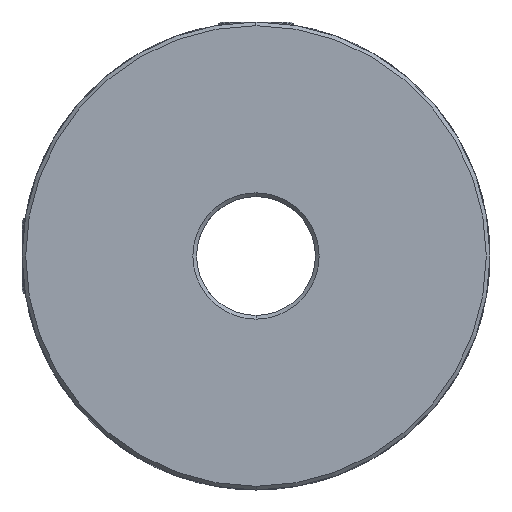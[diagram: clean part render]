
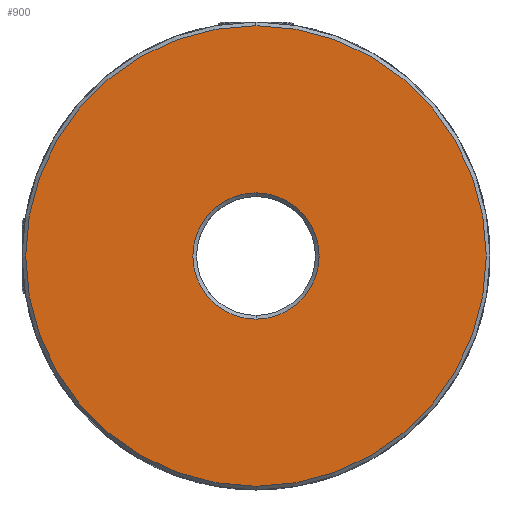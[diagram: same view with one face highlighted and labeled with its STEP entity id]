
A CAD part, left-side view. The second image highlights one B-rep face of the part: STEP entity #900.
In plain terms, the highlighted planar face has unit normal (-1, 0, 0).
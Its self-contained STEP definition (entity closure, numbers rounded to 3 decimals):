
#110 = EDGE_LOOP ( 'NONE', ( #1085, #1086 ) ) ;
#112 = EDGE_LOOP ( 'NONE', ( #1087, #1088 ) ) ;
#334 = VERTEX_POINT ( 'NONE', #504 ) ;
#335 = VERTEX_POINT ( 'NONE', #505 ) ;
#337 = VERTEX_POINT ( 'NONE', #507 ) ;
#338 = VERTEX_POINT ( 'NONE', #508 ) ;
#504 = CARTESIAN_POINT ( 'NONE',  ( -23.5, 0., -8.5 ) ) ;
#505 = CARTESIAN_POINT ( 'NONE',  ( -23.5, 0., 8.5 ) ) ;
#507 = CARTESIAN_POINT ( 'NONE',  ( -23.5, 0., 31. ) ) ;
#508 = CARTESIAN_POINT ( 'NONE',  ( -23.5, 0., -31. ) ) ;
#900 = ADVANCED_FACE ( 'NONE', ( #1602, #1606 ), #1953, .T. ) ;
#946 = EDGE_CURVE ( 'NONE', #335, #334, #1677, .T. ) ;
#1085 = ORIENTED_EDGE ( 'NONE', *, *, #1422, .T. ) ;
#1086 = ORIENTED_EDGE ( 'NONE', *, *, #1391, .T. ) ;
#1087 = ORIENTED_EDGE ( 'NONE', *, *, #946, .T. ) ;
#1088 = ORIENTED_EDGE ( 'NONE', *, *, #1423, .T. ) ;
#1391 = EDGE_CURVE ( 'NONE', #337, #338, #2725, .T. ) ;
#1422 = EDGE_CURVE ( 'NONE', #338, #337, #2763, .T. ) ;
#1423 = EDGE_CURVE ( 'NONE', #334, #335, #2764, .T. ) ;
#1602 = FACE_OUTER_BOUND ( 'NONE', #110, .T. ) ;
#1606 = FACE_BOUND ( 'NONE', #112, .T. ) ;
#1677 = CIRCLE ( 'NONE', #1888, 8.5 ) ;
#1888 = AXIS2_PLACEMENT_3D ( 'NONE', #2113, #2114, #2115 ) ;
#1904 = AXIS2_PLACEMENT_3D ( 'NONE', #1955, #1956, #1957 ) ;
#1953 = PLANE ( 'NONE',  #1904 ) ;
#1955 = CARTESIAN_POINT ( 'NONE',  ( -23.5, 0., 0. ) ) ;
#1956 = DIRECTION ( 'NONE',  ( -1., 0., 0. ) ) ;
#1957 = DIRECTION ( 'NONE',  ( 0., 1., 0. ) ) ;
#2113 = CARTESIAN_POINT ( 'NONE',  ( -23.5, 0., 0. ) ) ;
#2114 = DIRECTION ( 'NONE',  ( 1., 0., 0. ) ) ;
#2115 = DIRECTION ( 'NONE',  ( 0., 0., 1. ) ) ;
#2428 = CARTESIAN_POINT ( 'NONE',  ( -23.5, 0., 0. ) ) ;
#2429 = DIRECTION ( 'NONE',  ( -1., 0., 0. ) ) ;
#2430 = DIRECTION ( 'NONE',  ( 0., 0., 1. ) ) ;
#2667 = AXIS2_PLACEMENT_3D ( 'NONE', #2428, #2429, #2430 ) ;
#2680 = AXIS2_PLACEMENT_3D ( 'NONE', #3010, #3011, #3012 ) ;
#2683 = AXIS2_PLACEMENT_3D ( 'NONE', #3007, #3013, #3014 ) ;
#2725 = CIRCLE ( 'NONE', #2667, 31. ) ;
#2763 = CIRCLE ( 'NONE', #2680, 31. ) ;
#2764 = CIRCLE ( 'NONE', #2683, 8.5 ) ;
#3007 = CARTESIAN_POINT ( 'NONE',  ( -23.5, 0., 0. ) ) ;
#3010 = CARTESIAN_POINT ( 'NONE',  ( -23.5, 0., 0. ) ) ;
#3011 = DIRECTION ( 'NONE',  ( -1., 0., 0. ) ) ;
#3012 = DIRECTION ( 'NONE',  ( 0., 0., 1. ) ) ;
#3013 = DIRECTION ( 'NONE',  ( 1., 0., 0. ) ) ;
#3014 = DIRECTION ( 'NONE',  ( 0., 0., 1. ) ) ;
